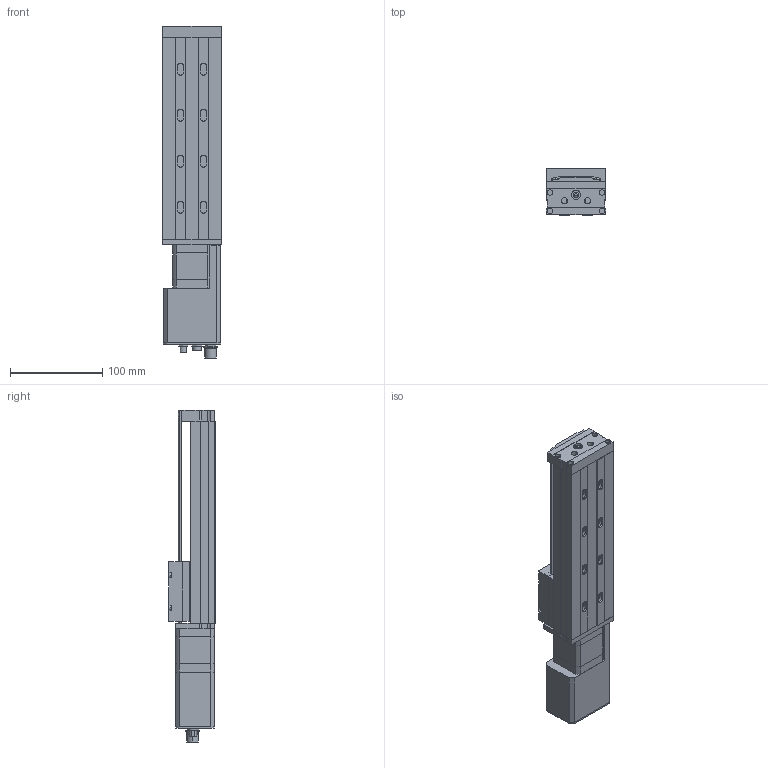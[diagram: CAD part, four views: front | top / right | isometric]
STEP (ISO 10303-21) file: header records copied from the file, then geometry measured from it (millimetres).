
FILE_DESCRIPTION (( 'STEP AP203' ), '1' );
FILE_NAME ('X-LSQ150x-E01C.step', '2023-05-17T23:27:00', ( '' ), ( '' ), 'SwSTEP 2.0', 'SolidWorks 2019', '' );
FILE_SCHEMA (( 'CONFIG_CONTROL_DESIGN' ));
Length unit declared in the file: millimetre
Products named in the file (4): X-LSQ150x-E01C; NMS17_motor^LSQ_X-LSQ-E01; LSQ_base^LSQ_LSQ150-C1; LSQ_carriage^LSQ_Rigid Cover
Assembly tree (3 placements, depth 2):
  X-LSQ150x-E01C
    LSQ_base^LSQ_LSQ150-C1
    LSQ_carriage^LSQ_Rigid Cover
    NMS17_motor^LSQ_X-LSQ-E01
Bounding box: 65 x 50.8 x 360.85 mm (x, y, z)
Volume: 609285.2 mm3; surface area: 187219.1 mm2
Topology: 33 solids, 33 shells, 823 faces, 2093 edges, 1366 vertices
Faces by surface type: plane 457, cylinder 320, cone 32, torus 14
Entity records: 25483 total; most frequent: CARTESIAN_POINT 4496, DIRECTION 4429, ORIENTED_EDGE 4162, EDGE_CURVE 2081, AXIS2_PLACEMENT_3D 1571, VERTEX_POINT 1366, LINE 1287, VECTOR 1287
